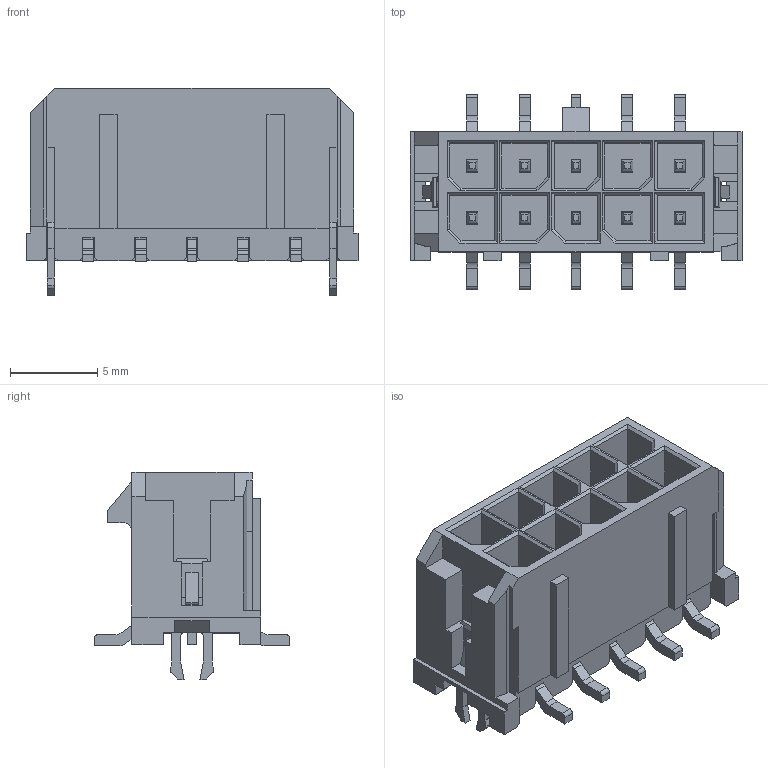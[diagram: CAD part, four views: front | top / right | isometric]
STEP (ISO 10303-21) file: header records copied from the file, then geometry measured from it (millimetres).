
FILE_DESCRIPTION((''),'2;1');
FILE_NAME('57978-008XX-XXX','2019-01-02T',('d33379'),(''),'CREO PARAMETRIC BY PTC INC, 2014500','CREO PARAMETRIC BY PTC INC, 2014500','');
FILE_SCHEMA(('CONFIG_CONTROL_DESIGN'));
Length unit declared in the file: millimetre
Products named in the file (1): 57978-008XX-XXX
Bounding box: 19.05 x 11.2 x 11.91 mm (x, y, z)
Volume: 694.7 mm3; surface area: 1905 mm2
Topology: 1 solids, 1 shells, 1136 faces, 3193 edges, 2072 vertices
Faces by surface type: plane 969, cylinder 167
Entity records: 36029 total; most frequent: CARTESIAN_POINT 6437, ORIENTED_EDGE 6386, DIRECTION 5797, EDGE_CURVE 3193, VECTOR 2841, LINE 2841, VERTEX_POINT 2072, AXIS2_PLACEMENT_3D 1478
